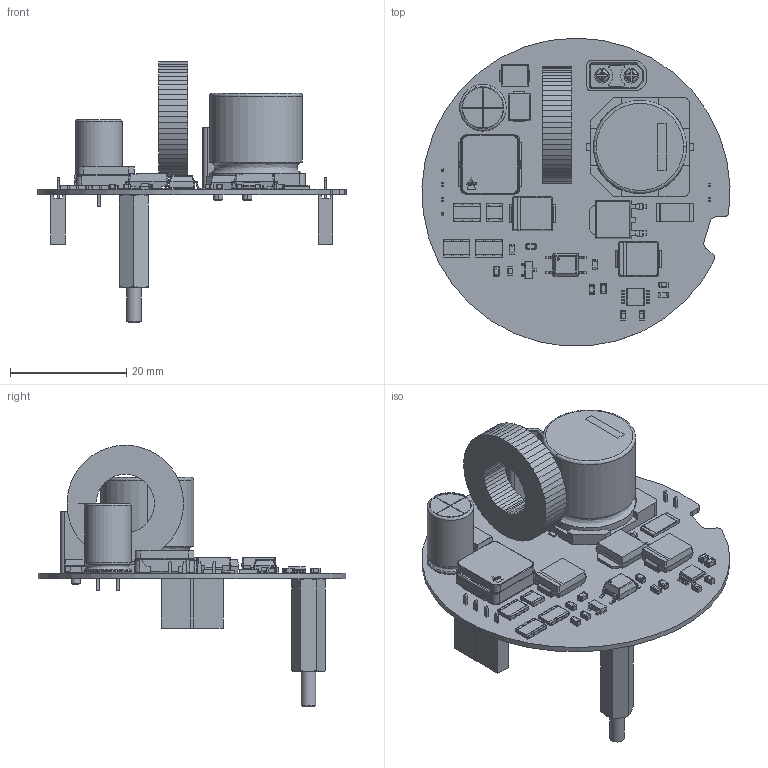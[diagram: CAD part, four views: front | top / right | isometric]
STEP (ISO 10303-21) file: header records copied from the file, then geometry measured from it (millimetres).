
FILE_DESCRIPTION(('Open CASCADE Model'),'2;1');
FILE_NAME('Open CASCADE Shape Model','2025-06-19T20:33:22',('Author'),( 'Open CASCADE'),'Open CASCADE STEP processor 7.5','Open CASCADE 7.5' ,'Unknown');
FILE_SCHEMA(('AUTOMOTIVE_DESIGN { 1 0 10303 214 1 1 1 1 }'));
Length unit declared in the file: millimetre
Products named in the file (72): PCB; Board; Open CASCADE STEP translator 7.5 18.1.1; XP2; hexagonal_spacer_MF_M2.5_H16_HEX5_FTD6_MTL6; R10; 5960345776; R9; 5960346736; R8; XP3; User Library-PBS_(DS1023)_1line_connectors_h=5_0_8_5mm_step_2_54mm; XP1; T1; 5960348896; X1; XT30UPB-M--3DModel-STEP-510211 (1); VT1; 5960348496; VD4; 12475843808; VD3; 5960347136; Body; Open CASCADE STEP translator 6.8 15.1.1; Lead; VD2; 12478020752; VD1; R11; 5960347216; R7; NTC-0603-T0.9; Open CASCADE STEP translator 7.5 18.16.1.1; Open CASCADE STEP translator 7.5 18.16.1.2; R6; R5; R4; R3; 3-2176058-0 ...
Assembly tree (86 placements, depth 5):
  PCB
    Board
      Open CASCADE STEP translator 7.5 18.1.1
    XP2
      hexagonal_spacer_MF_M2.5_H16_HEX5_FTD6_MTL6
    R10
      5960345776
    R9
      5960346736
    R8
      5960346736
    XP3
      User Library-PBS_(DS1023)_1line_connectors_h=5_0_8_5mm_step_2_54mm  x2
    XP1
      User Library-PBS_(DS1023)_1line_connectors_h=5_0_8_5mm_step_2_54mm
    T1
      5960348896
      5960348896
    X1
      XT30UPB-M--3DModel-STEP-510211 (1)
    VT1
      5960348496
    VD4
      12475843808
    VD3
      5960347136
        Body
          Open CASCADE STEP translator 6.8 15.1.1
        Lead  x2
    VD2
      12478020752
        Body
          Open CASCADE STEP translator 6.8 15.1.1
        Lead  x2
    VD1
      12475843808
    R11
      5960347216
    R7
      NTC-0603-T0.9
        Open CASCADE STEP translator 7.5 18.16.1.1
        Open CASCADE STEP translator 7.5 18.16.1.2
    R6
      NTC-0603-T0.9
        Open CASCADE STEP translator 7.5 18.16.1.1
        Open CASCADE STEP translator 7.5 18.16.1.2
    R5
      NTC-0603-T0.9
        Open CASCADE STEP translator 7.5 18.16.1.1
        Open CASCADE STEP translator 7.5 18.16.1.2
    R4
      NTC-0603-T0.9
        Open CASCADE STEP translator 7.5 18.16.1.1
        Open CASCADE STEP translator 7.5 18.16.1.2
    R3
      3-2176058-0
    R2
      NTC-0603-T0.9
        Open CASCADE STEP translator 7.5 18.16.1.1
        Open CASCADE STEP translator 7.5 18.16.1.2
Bounding box: 52.96 x 52.92 x 44.91 mm (x, y, z)
Volume: 9004.2 mm3; surface area: 12074.4 mm2
Topology: 114 solids, 114 shells, 2473 faces, 6249 edges, 3989 vertices
Faces by surface type: plane 1602, cylinder 634, sphere 120, bspline 56, torus 30, cone 23, revolution 8
Full cylindrical faces by diameter (mm): 0.5 x2, 2.5 x2, 6.4 x1, 7 x1
Entity records: 58244 total; most frequent: CARTESIAN_POINT 12453, ORIENTED_EDGE 8592, DIRECTION 8394, EDGE_CURVE 4296, LINE 3162, VECTOR 3162, VERTEX_POINT 2741, AXIS2_PLACEMENT_3D 2612
